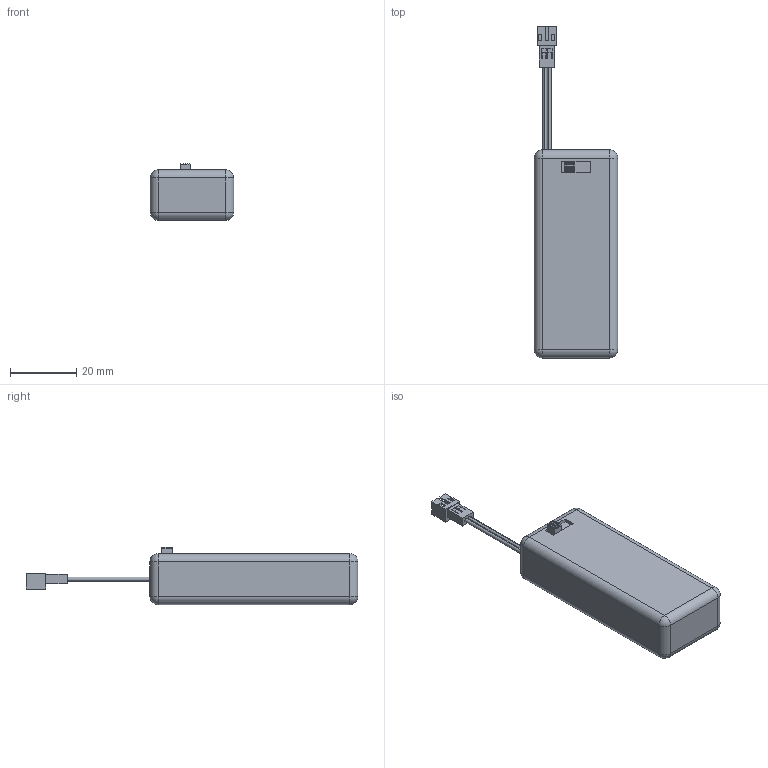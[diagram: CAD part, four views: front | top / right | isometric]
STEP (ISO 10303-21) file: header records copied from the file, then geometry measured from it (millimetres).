
FILE_DESCRIPTION (( 'STEP AP214' ), '1' );
FILE_NAME ('2X AAA Battery case with switch.STEP', '2021-06-04T10:48:22', ( '' ), ( '' ), 'SwSTEP 2.0', 'SolidWorks 2016', '' );
FILE_SCHEMA (( 'AUTOMOTIVE_DESIGN' ));
Length unit declared in the file: millimetre
Products named in the file (2): 2X AAA Battery case with switch
Bounding box: 25.3 x 100.5 x 17.3 mm (x, y, z)
Volume: 24222.2 mm3; surface area: 6109 mm2
Topology: 1 solids, 1 shells, 110 faces, 287 edges, 178 vertices
Faces by surface type: plane 82, cylinder 20, sphere 8
Entity records: 3862 total; most frequent: CARTESIAN_POINT 569, ORIENTED_EDGE 558, DIRECTION 543, EDGE_CURVE 279, LINE 239, VECTOR 239, VERTEX_POINT 178, AXIS2_PLACEMENT_3D 152
